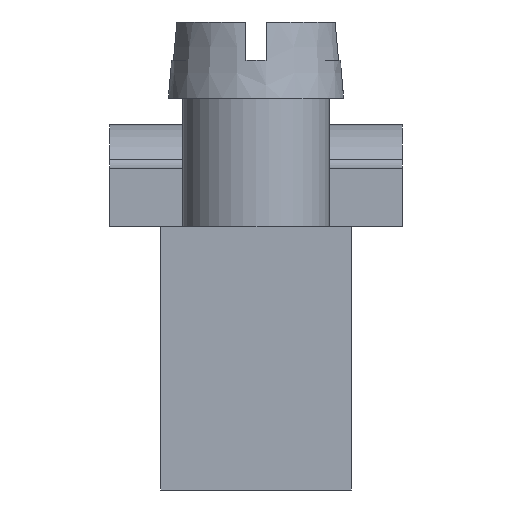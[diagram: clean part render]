
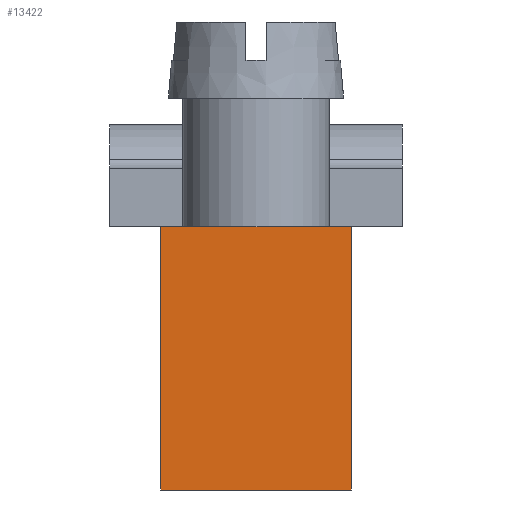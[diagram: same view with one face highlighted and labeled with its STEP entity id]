
A CAD part, left-side view. The second image highlights one B-rep face of the part: STEP entity #13422.
In plain terms, the highlighted planar face has unit normal (-1, 0, 0).
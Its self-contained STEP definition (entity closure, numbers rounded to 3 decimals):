
#1094=ORIENTED_EDGE('',*,*,#3880,.T.);
#1095=ORIENTED_EDGE('',*,*,#3641,.F.);
#1096=ORIENTED_EDGE('',*,*,#3881,.F.);
#1097=ORIENTED_EDGE('',*,*,#3882,.T.);
#3641=EDGE_CURVE('',#5034,#5035,#5975,.T.);
#3880=EDGE_CURVE('',#5273,#5035,#6129,.T.);
#3881=EDGE_CURVE('',#5274,#5034,#6130,.T.);
#3882=EDGE_CURVE('',#5274,#5273,#6131,.T.);
#5034=VERTEX_POINT('',#17743);
#5035=VERTEX_POINT('',#17745);
#5273=VERTEX_POINT('',#18297);
#5274=VERTEX_POINT('',#18299);
#5975=LINE('',#17744,#6710);
#6129=LINE('',#18296,#6864);
#6130=LINE('',#18298,#6865);
#6131=LINE('',#18300,#6866);
#6710=VECTOR('',#15023,1000.);
#6864=VECTOR('',#15497,1000.);
#6865=VECTOR('',#15498,1000.);
#6866=VECTOR('',#15499,1000.);
#7523=EDGE_LOOP('',(#1094,#1095,#1096,#1097));
#8284=FACE_BOUND('',#7523,.T.);
#9019=PLANE('',#14106);
#13422=ADVANCED_FACE('',(#8284),#9019,.F.);
#14106=AXIS2_PLACEMENT_3D('',#18295,#15495,#15496);
#15023=DIRECTION('',(0.,-1.,0.));
#15495=DIRECTION('',(1.,0.,0.));
#15496=DIRECTION('',(0.,0.,-1.));
#15497=DIRECTION('',(0.,0.,1.));
#15498=DIRECTION('',(0.,0.,1.));
#15499=DIRECTION('',(0.,-1.,0.));
#17743=CARTESIAN_POINT('',(-187.,6.5,0.));
#17744=CARTESIAN_POINT('',(-187.,6.5,0.));
#17745=CARTESIAN_POINT('',(-187.,0.,0.));
#18295=CARTESIAN_POINT('',(-187.,6.5,-9.));
#18296=CARTESIAN_POINT('',(-187.,0.,-9.));
#18297=CARTESIAN_POINT('',(-187.,0.,-9.));
#18298=CARTESIAN_POINT('',(-187.,6.5,-9.));
#18299=CARTESIAN_POINT('',(-187.,6.5,-9.));
#18300=CARTESIAN_POINT('',(-187.,6.5,-9.));
